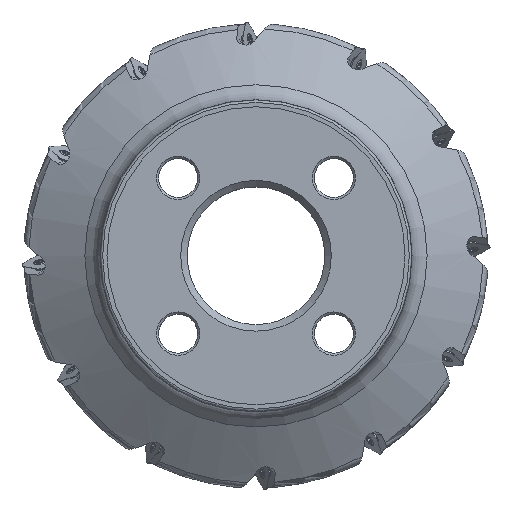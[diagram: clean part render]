
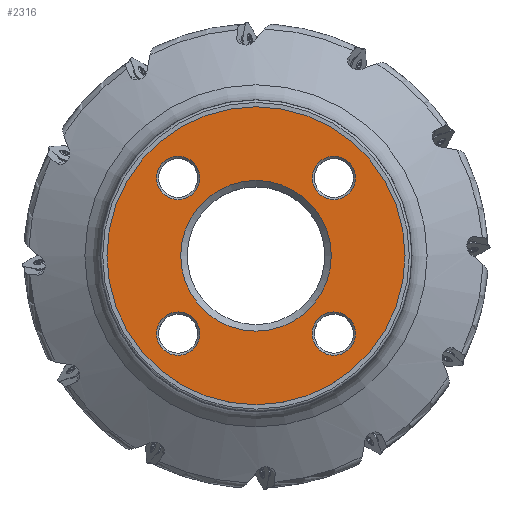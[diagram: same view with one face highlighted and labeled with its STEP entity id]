
A CAD part, top view. The second image highlights one B-rep face of the part: STEP entity #2316.
In plain terms, the highlighted planar face has unit normal (0, 0, 1).
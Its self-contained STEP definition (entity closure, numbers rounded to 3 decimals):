
#2316=ADVANCED_FACE('SU_1',(#4681,#4682,#4683,#4684,#4685,#4686),#3362,
 .F.);
#3362=PLANE('',#23924);
#4131=CIRCLE('',#23864,68.75);
#4137=CIRCLE('',#23876,10.);
#4142=CIRCLE('',#23884,10.);
#4149=CIRCLE('',#23900,10.);
#4155=CIRCLE('',#23912,10.);
#4158=CIRCLE('',#23917,34.758);
#4681=FACE_BOUND('',#5231,.T.);
#4682=FACE_BOUND('',#5232,.T.);
#4683=FACE_BOUND('',#5233,.T.);
#4684=FACE_BOUND('',#5234,.T.);
#4685=FACE_BOUND('',#5235,.T.);
#4686=FACE_BOUND('',#5236,.T.);
#5231=EDGE_LOOP('',(#10761));
#5232=EDGE_LOOP('',(#10762));
#5233=EDGE_LOOP('',(#10763));
#5234=EDGE_LOOP('',(#10764));
#5235=EDGE_LOOP('',(#10765));
#5236=EDGE_LOOP('',(#10766));
#10761=ORIENTED_EDGE('',*,*,#19544,.F.);
#10762=ORIENTED_EDGE('',*,*,#19538,.F.);
#10763=ORIENTED_EDGE('',*,*,#19520,.T.);
#10764=ORIENTED_EDGE('',*,*,#19547,.F.);
#10765=ORIENTED_EDGE('',*,*,#19526,.F.);
#10766=ORIENTED_EDGE('',*,*,#19531,.F.);
#16956=VERTEX_POINT('',#38880);
#16962=VERTEX_POINT('',#38898);
#16967=VERTEX_POINT('',#38911);
#16974=VERTEX_POINT('',#38934);
#16980=VERTEX_POINT('',#38952);
#16983=VERTEX_POINT('',#38960);
#19520=EDGE_CURVE('',#16956,#16956,#4131,.T.);
#19526=EDGE_CURVE('',#16962,#16962,#4137,.T.);
#19531=EDGE_CURVE('',#16967,#16967,#4142,.T.);
#19538=EDGE_CURVE('',#16974,#16974,#4149,.T.);
#19544=EDGE_CURVE('',#16980,#16980,#4155,.T.);
#19547=EDGE_CURVE('',#16983,#16983,#4158,.T.);
#23864=AXIS2_PLACEMENT_3D('',#38879,#27101,#27102);
#23876=AXIS2_PLACEMENT_3D('',#38897,#27125,#27126);
#23884=AXIS2_PLACEMENT_3D('',#38910,#27141,#27142);
#23900=AXIS2_PLACEMENT_3D('',#38933,#27173,#27174);
#23912=AXIS2_PLACEMENT_3D('',#38951,#27197,#27198);
#23917=AXIS2_PLACEMENT_3D('',#38959,#27207,#27208);
#23924=AXIS2_PLACEMENT_3D('',#38969,#27221,#27222);
#27101=DIRECTION('',(0.,0.,1.));
#27102=DIRECTION('',(1.,0.,0.));
#27125=DIRECTION('',(0.,0.,1.));
#27126=DIRECTION('',(-1.,0.,0.));
#27141=DIRECTION('',(0.,0.,1.));
#27142=DIRECTION('',(-1.,0.,0.));
#27173=DIRECTION('',(0.,0.,1.));
#27174=DIRECTION('',(-1.,0.,0.));
#27197=DIRECTION('',(0.,0.,1.));
#27198=DIRECTION('',(-1.,0.,0.));
#27207=DIRECTION('',(0.,0.,1.));
#27208=DIRECTION('',(1.,0.,0.));
#27221=DIRECTION('',(0.,0.,-1.));
#27222=DIRECTION('',(-1.,0.,0.));
#38879=CARTESIAN_POINT('',(0.,0.,0.));
#38880=CARTESIAN_POINT('',(68.75,0.,0.));
#38897=CARTESIAN_POINT('',(35.921,-35.921,0.));
#38898=CARTESIAN_POINT('',(25.921,-35.921,0.));
#38910=CARTESIAN_POINT('',(35.921,35.921,0.));
#38911=CARTESIAN_POINT('',(25.921,35.921,0.));
#38933=CARTESIAN_POINT('',(-35.921,35.921,0.));
#38934=CARTESIAN_POINT('',(-45.921,35.921,0.));
#38951=CARTESIAN_POINT('',(-35.921,-35.921,0.));
#38952=CARTESIAN_POINT('',(-45.921,-35.921,0.));
#38959=CARTESIAN_POINT('',(0.,0.,0.));
#38960=CARTESIAN_POINT('',(34.758,0.,0.));
#38969=CARTESIAN_POINT('',(-71.75,0.,0.));
